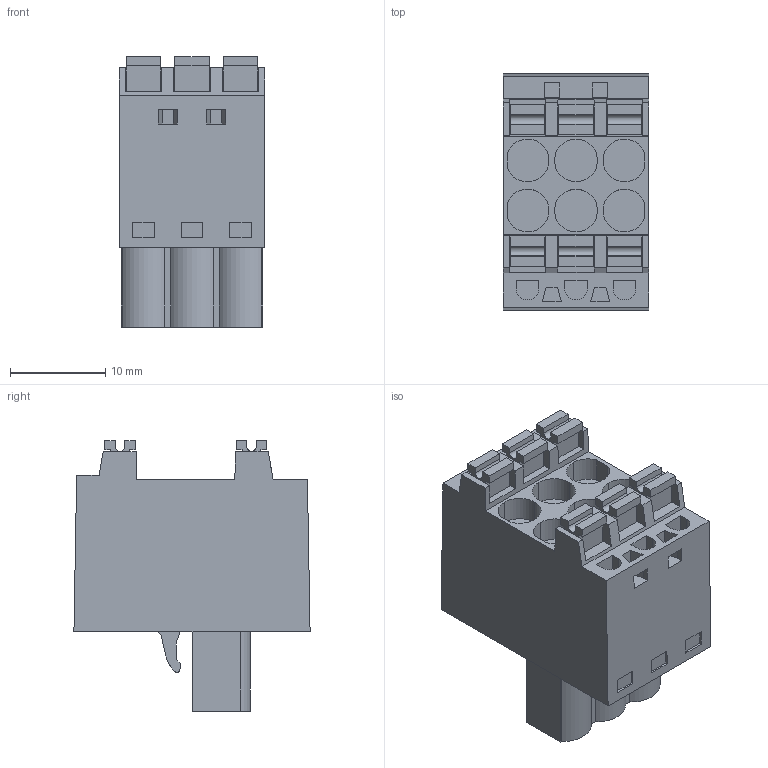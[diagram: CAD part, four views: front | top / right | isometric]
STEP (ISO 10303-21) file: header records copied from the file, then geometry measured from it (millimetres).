
FILE_DESCRIPTION(('CATIA V5 STEP Exchange','CAx-IF Rec.Pracs.--- Model Styling and Organization---1.4--- 2014-01-23'),'2;1');
FILE_NAME ('D1446241_0_1001160000_1001160000.stp','2017-09-09T08:14:10+00:00',('none'),('Weidmueller'),'CATIA Version 5-6 Release 2016','CATIA V5 STEP AP214','none');
FILE_SCHEMA(('AUTOMOTIVE_DESIGN { 1 0 10303 214 1 1 1 1 }'));
Length unit declared in the file: millimetre
Products named in the file (1): 1001160000
Bounding box: 15.24 x 24.75 x 28.33 mm (x, y, z)
Volume: 6453.5 mm3; surface area: 3577.9 mm2
Topology: 7 solids, 7 shells, 339 faces, 914 edges, 614 vertices
Faces by surface type: plane 289, cylinder 42, extrusion 8
Entity records: 9981 total; most frequent: CARTESIAN_POINT 1898, ORIENTED_EDGE 1828, DIRECTION 1327, EDGE_CURVE 914, VECTOR 809, LINE 801, VERTEX_POINT 614, EDGE_LOOP 372
